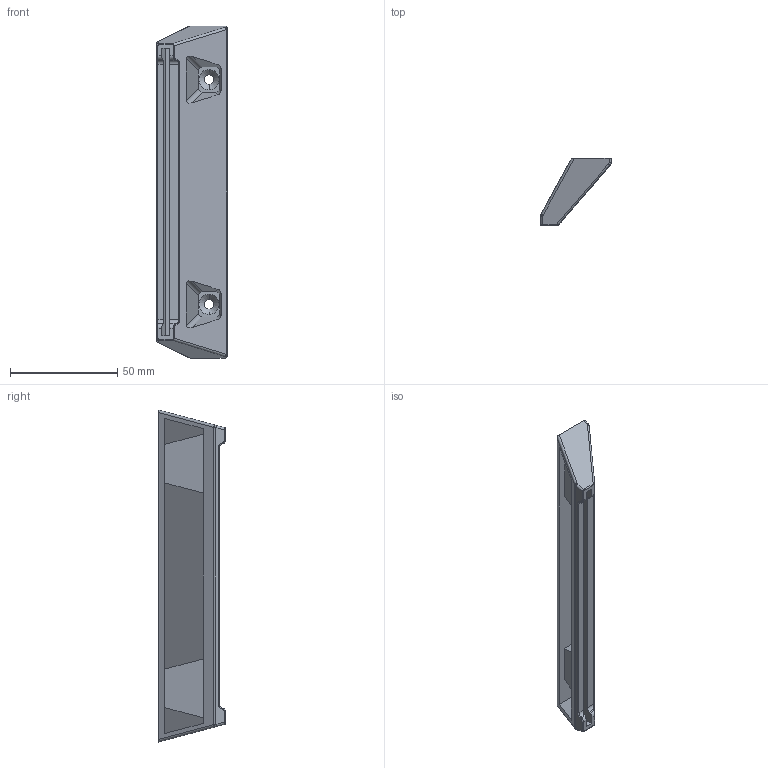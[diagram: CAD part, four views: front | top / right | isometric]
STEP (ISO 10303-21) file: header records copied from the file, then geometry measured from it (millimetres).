
FILE_DESCRIPTION (( 'STEP AP214' ), '1' );
FILE_NAME ('4x4 Solver PRT_313-1-260325 - PCB Mount.STEP', '2025-03-26T21:24:10', ( '' ), ( '' ), 'SwSTEP 2.0', 'SolidWorks 2023', '' );
FILE_SCHEMA (( 'AUTOMOTIVE_DESIGN' ));
Length unit declared in the file: millimetre
Products named in the file (1): 4x4 Solver PRT_313-1-260325 - PCB Mount
Bounding box: 32.87 x 31.25 x 154.75 mm (x, y, z)
Volume: 32010.1 mm3; surface area: 22165.8 mm2
Topology: 1 solids, 1 shells, 108 faces, 273 edges, 170 vertices
Faces by surface type: plane 46, cylinder 42, bspline 12, cone 4, torus 4
Entity records: 3348 total; most frequent: CARTESIAN_POINT 876, ORIENTED_EDGE 546, DIRECTION 475, EDGE_CURVE 273, VERTEX_POINT 170, VECTOR 169, LINE 169, AXIS2_PLACEMENT_3D 153
